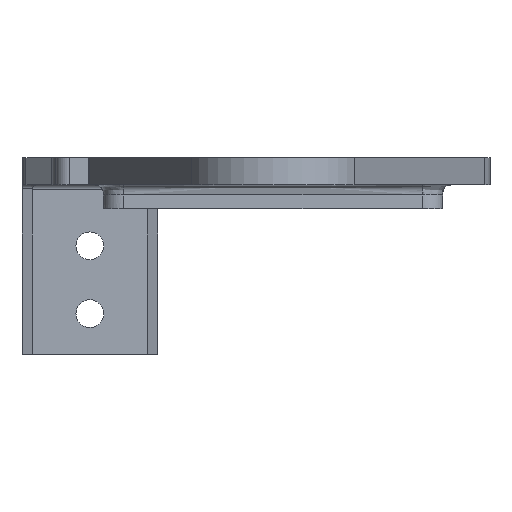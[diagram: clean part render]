
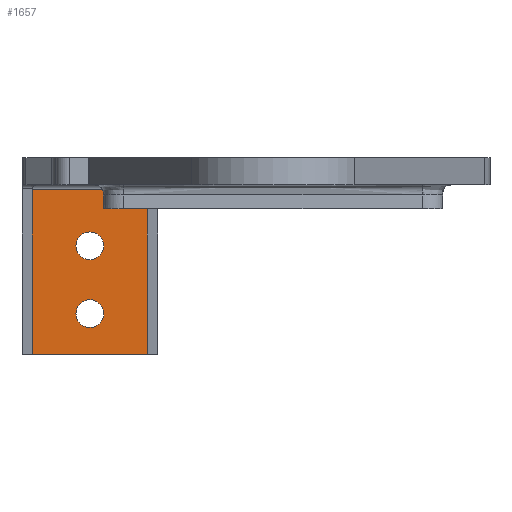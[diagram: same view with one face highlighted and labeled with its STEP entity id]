
A CAD part, front view. The second image highlights one B-rep face of the part: STEP entity #1657.
In plain terms, the highlighted planar face has unit normal (0, -1, 0).
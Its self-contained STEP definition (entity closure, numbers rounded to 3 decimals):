
#54=FACE_BOUND('',#270,.T.);
#55=FACE_BOUND('',#271,.T.);
#104=PLANE('',#1814);
#160=FACE_OUTER_BOUND('',#269,.T.);
#269=EDGE_LOOP('',(#1315,#1316,#1317,#1318));
#270=EDGE_LOOP('',(#1319));
#271=EDGE_LOOP('',(#1320));
#426=LINE('',#2654,#576);
#431=LINE('',#2667,#581);
#434=LINE('',#2673,#584);
#435=LINE('',#2675,#585);
#576=VECTOR('',#2110,10.);
#581=VECTOR('',#2125,10.);
#584=VECTOR('',#2132,10.);
#585=VECTOR('',#2135,10.);
#690=CIRCLE('',#1793,2.05);
#692=CIRCLE('',#1796,2.05);
#822=VERTEX_POINT('',#2625);
#824=VERTEX_POINT('',#2631);
#829=VERTEX_POINT('',#2647);
#831=VERTEX_POINT('',#2653);
#833=VERTEX_POINT('',#2661);
#835=VERTEX_POINT('',#2669);
#993=EDGE_CURVE('',#822,#822,#690,.T.);
#996=EDGE_CURVE('',#824,#824,#692,.T.);
#1007=EDGE_CURVE('',#831,#829,#426,.T.);
#1014=EDGE_CURVE('',#833,#829,#431,.T.);
#1017=EDGE_CURVE('',#831,#835,#434,.T.);
#1018=EDGE_CURVE('',#833,#835,#435,.T.);
#1315=ORIENTED_EDGE('',*,*,#1007,.F.);
#1316=ORIENTED_EDGE('',*,*,#1017,.T.);
#1317=ORIENTED_EDGE('',*,*,#1018,.F.);
#1318=ORIENTED_EDGE('',*,*,#1014,.T.);
#1319=ORIENTED_EDGE('',*,*,#993,.T.);
#1320=ORIENTED_EDGE('',*,*,#996,.T.);
#1657=ADVANCED_FACE('',(#160,#54,#55),#104,.T.);
#1793=AXIS2_PLACEMENT_3D('',#2626,#2077,#2078);
#1796=AXIS2_PLACEMENT_3D('',#2632,#2084,#2085);
#1814=AXIS2_PLACEMENT_3D('',#2674,#2133,#2134);
#2077=DIRECTION('center_axis',(0.,1.,0.));
#2078=DIRECTION('ref_axis',(-1.,0.,0.));
#2084=DIRECTION('center_axis',(0.,1.,0.));
#2085=DIRECTION('ref_axis',(-1.,0.,0.));
#2110=DIRECTION('',(1.,0.,0.));
#2125=DIRECTION('',(0.,0.,1.));
#2132=DIRECTION('',(0.,0.,-1.));
#2133=DIRECTION('center_axis',(0.,-1.,0.));
#2134=DIRECTION('ref_axis',(-1.,0.,0.));
#2135=DIRECTION('',(-1.,0.,0.));
#2625=CARTESIAN_POINT('',(7.05,140.,-9.));
#2626=CARTESIAN_POINT('Origin',(5.,140.,-9.));
#2631=CARTESIAN_POINT('',(7.05,140.,-19.));
#2632=CARTESIAN_POINT('Origin',(5.,140.,-19.));
#2647=CARTESIAN_POINT('',(13.5,140.,-0.75));
#2653=CARTESIAN_POINT('',(-3.5,140.,-0.75));
#2654=CARTESIAN_POINT('',(23.5,140.,-0.75));
#2661=CARTESIAN_POINT('',(13.5,140.,-25.));
#2667=CARTESIAN_POINT('',(13.5,140.,-6.25));
#2669=CARTESIAN_POINT('',(-3.5,140.,-25.));
#2673=CARTESIAN_POINT('',(-3.5,140.,-6.25));
#2674=CARTESIAN_POINT('Origin',(15.,140.,0.));
#2675=CARTESIAN_POINT('',(15.,140.,-25.));
